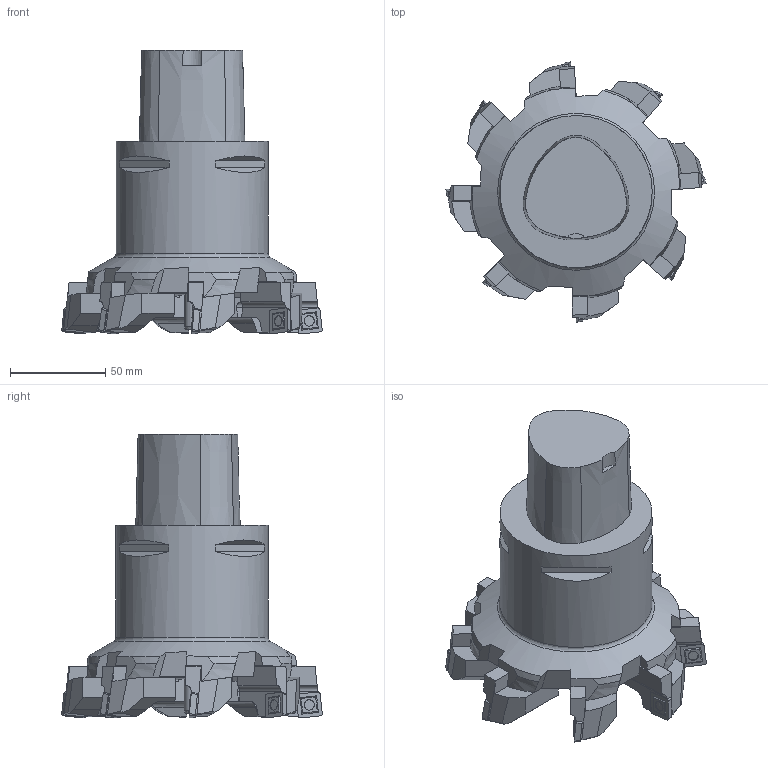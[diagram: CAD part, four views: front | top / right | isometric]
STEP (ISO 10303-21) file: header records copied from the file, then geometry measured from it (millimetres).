
FILE_DESCRIPTION(/* description */ (''),/* implementation_level */ '2;1');
FILE_NAME(/* name */ '1547115554396.stp',/* time_stamp */ '2019-01-10T11:19:31+01:00',/* author */ (''),/* organization */ ('SMS'),/* preprocessor_version */ 'ST-DEVELOPER v15',/* originating_system */ 'SIEMENS PLM Software NX 8.5',/* authorisation */ '');
FILE_SCHEMA (('AUTOMOTIVE_DESIGN { 1 0 10303 214 3 1 1 1 }'));
Length unit declared in the file: millimetre
Products named in the file (7): 201023938mod000_00; ASSEMBLY_CONSTRUCTION; 201012610mod000_00; 202018770mod000_00; 201023963mod000_01; 202019322mod000_00
Assembly tree (13 placements, depth 3):
  202019322mod000_00
    202018770mod000_00
    201023963mod000_01  x8
      201012610mod000_00
      ASSEMBLY_CONSTRUCTION
      201023938mod000_00
    ASSEMBLY_CONSTRUCTION
Bounding box: 136.82 x 136.91 x 149.21 mm (x, y, z)
Volume: 642428.8 mm3; surface area: 84460.2 mm2
Topology: 17 solids, 17 shells, 662 faces, 1794 edges, 1272 vertices
Faces by surface type: plane 457, cone 96, torus 65, cylinder 44
Full cylindrical faces by diameter (mm): 4 x16, 8.011 x1, 52 x1, 80 x1
Entity records: 6380 total; most frequent: CARTESIAN_POINT 1272, DIRECTION 989, ORIENTED_EDGE 984, EDGE_CURVE 492, VERTEX_POINT 347, AXIS2_PLACEMENT_3D 339, LINE 311, VECTOR 311
